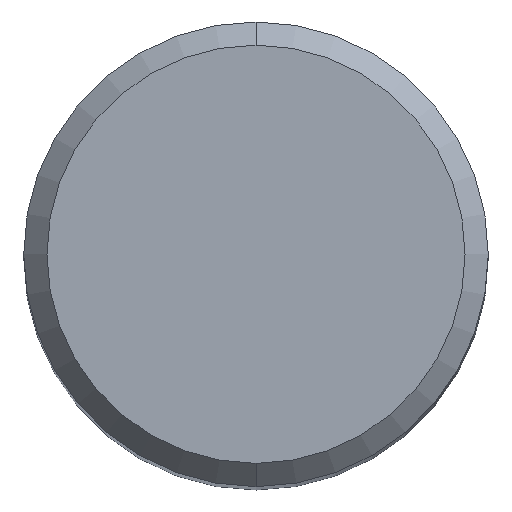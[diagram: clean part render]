
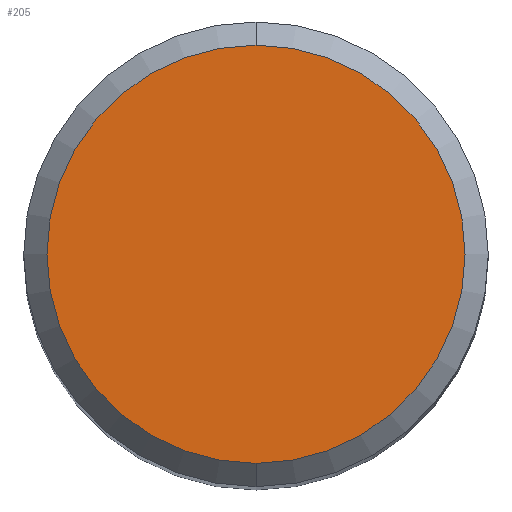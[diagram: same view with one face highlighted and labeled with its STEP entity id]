
A CAD part, top view. The second image highlights one B-rep face of the part: STEP entity #205.
In plain terms, the highlighted planar face has unit normal (0, 0, 1).
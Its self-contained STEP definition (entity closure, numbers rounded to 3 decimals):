
#189=EDGE_CURVE('',#365,#417,#497,.T.);
#205=ADVANCED_FACE('',(#515),#516,.T.);
#365=VERTEX_POINT('',#695);
#417=VERTEX_POINT('',#752);
#419=EDGE_CURVE('',#417,#365,#754,.T.);
#497=CIRCLE('',#833,4.5);
#515=FACE_OUTER_BOUND('',#909,.T.);
#516=PLANE('',#910);
#695=CARTESIAN_POINT('',(0.,-4.5,0.0));
#752=CARTESIAN_POINT('',(0.0,4.5,0.0));
#754=CIRCLE('',#1377,4.5);
#833=AXIS2_PLACEMENT_3D('',#1495,#1496,#1497);
#909=EDGE_LOOP('',(#1520,#1521));
#910=AXIS2_PLACEMENT_3D('',#1522,#1523,#1524);
#1377=AXIS2_PLACEMENT_3D('',#1802,#1803,#1804);
#1495=CARTESIAN_POINT('',(0.0,0.0,0.0));
#1496=DIRECTION('',(0.0,0.0,-1.0));
#1497=DIRECTION('',(0.0,1.0,0.0));
#1520=ORIENTED_EDGE('',*,*,#419,.F.);
#1521=ORIENTED_EDGE('',*,*,#189,.F.);
#1522=CARTESIAN_POINT('',(0.0,2.25,0.0));
#1523=DIRECTION('',(-0.0,0.0,1.0));
#1524=DIRECTION('',(0.0,-1.0,0.0));
#1802=CARTESIAN_POINT('',(0.0,0.0,0.0));
#1803=DIRECTION('',(0.0,0.0,-1.0));
#1804=DIRECTION('',(0.0,1.0,0.0));
